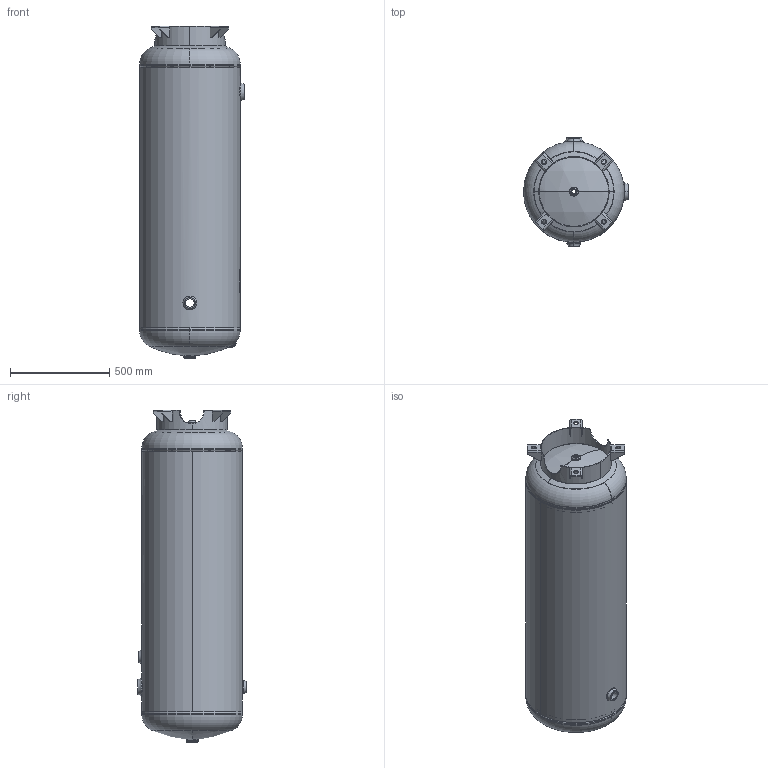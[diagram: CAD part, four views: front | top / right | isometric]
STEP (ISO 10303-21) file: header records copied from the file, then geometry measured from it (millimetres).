
FILE_DESCRIPTION (( 'STEP AP203' ), '1' );
FILE_NAME ('302414.STEP', '2012-02-03T23:34:53', ( '' ), ( '' ), 'SwSTEP 2.0', 'SolidWorks 2011', '' );
FILE_SCHEMA (( 'CONFIG_CONTROL_DESIGN' ));
Length unit declared in the file: inch
Products named in the file (1): 302414
Bounding box: 529.13 x 547.93 x 1676.46 mm (x, y, z)
Surface area: 5712360.2 mm2 (no closed solid volume)
Topology: 0 solids, 23 shells, 246 faces, 639 edges, 412 vertices
Faces by surface type: plane 98, cylinder 71, torus 58, bspline 11, sphere 8
Full cylindrical faces by diameter (mm): 500.329 x1, 508 x1
Entity records: 10944 total; most frequent: CARTESIAN_POINT 4855, DIRECTION 1332, ORIENTED_EDGE 1108, EDGE_CURVE 639, AXIS2_PLACEMENT_3D 532, VERTEX_POINT 412, CIRCLE 296, EDGE_LOOP 281
